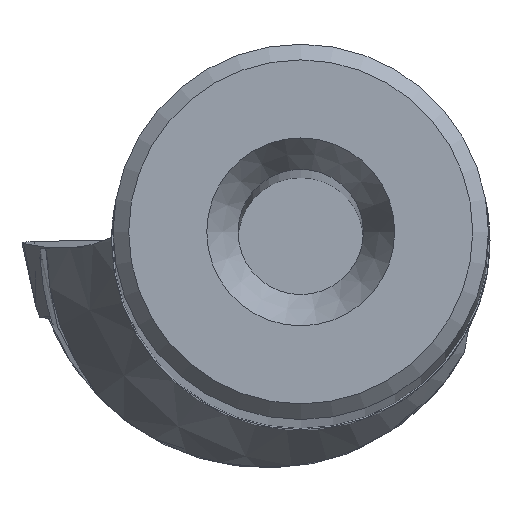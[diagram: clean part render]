
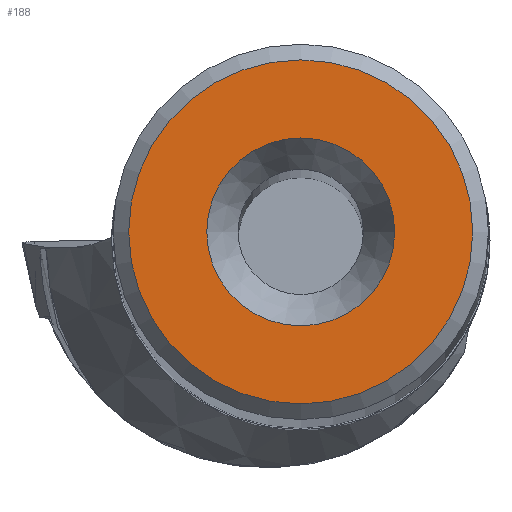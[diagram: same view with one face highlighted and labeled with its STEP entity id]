
A CAD part, top view. The second image highlights one B-rep face of the part: STEP entity #188.
In plain terms, the highlighted planar face has unit normal (0, 0, 1).
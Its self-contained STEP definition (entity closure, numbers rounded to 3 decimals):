
#188=ADVANCED_FACE('',(#370,#371),#220,.T.);
#220=PLANE('',#955);
#370=FACE_BOUND('',#413,.T.);
#371=FACE_BOUND('',#414,.T.);
#413=EDGE_LOOP('',(#534));
#414=EDGE_LOOP('',(#535));
#534=ORIENTED_EDGE('',*,*,#776,.F.);
#535=ORIENTED_EDGE('',*,*,#774,.T.);
#690=VERTEX_POINT('',#1460);
#692=VERTEX_POINT('',#1466);
#774=EDGE_CURVE('',#690,#690,#833,.T.);
#776=EDGE_CURVE('',#692,#692,#835,.T.);
#833=CIRCLE('',#950,5.493);
#835=CIRCLE('',#954,3.);
#950=AXIS2_PLACEMENT_3D('',#1459,#1107,#1108);
#954=AXIS2_PLACEMENT_3D('',#1465,#1115,#1116);
#955=AXIS2_PLACEMENT_3D('',#1467,#1117,#1118);
#1107=DIRECTION('',(0.,0.,1.));
#1108=DIRECTION('',(1.,0.,0.));
#1115=DIRECTION('',(0.,0.,1.));
#1116=DIRECTION('',(1.,0.,0.));
#1117=DIRECTION('',(0.,0.,1.));
#1118=DIRECTION('',(1.,0.,0.));
#1459=CARTESIAN_POINT('',(0.,0.,0.));
#1460=CARTESIAN_POINT('',(5.493,0.,0.));
#1465=CARTESIAN_POINT('',(0.,0.,0.));
#1466=CARTESIAN_POINT('',(3.,0.,0.));
#1467=CARTESIAN_POINT('',(0.,0.,0.));
